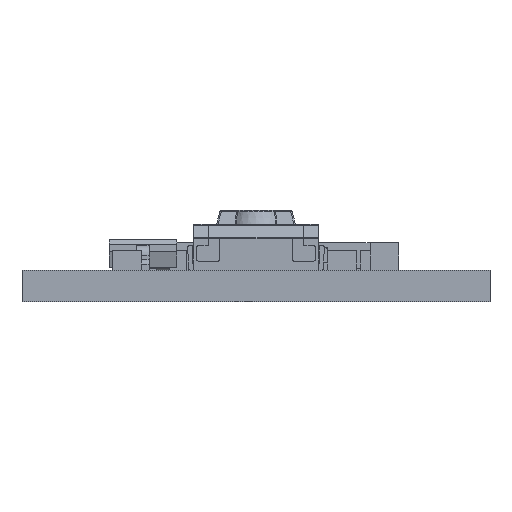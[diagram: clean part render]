
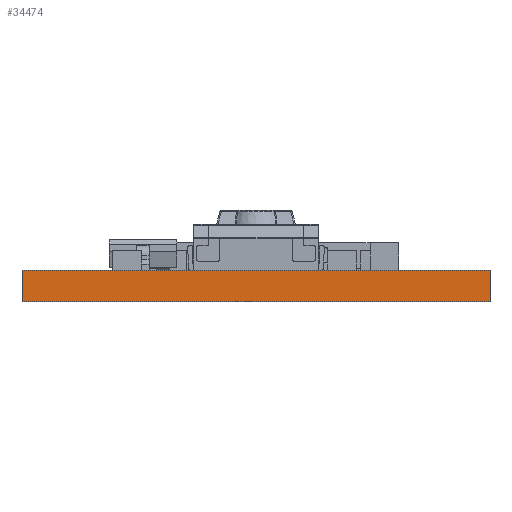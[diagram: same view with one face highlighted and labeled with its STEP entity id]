
A CAD part, front view. The second image highlights one B-rep face of the part: STEP entity #34474.
In plain terms, the highlighted planar face has unit normal (0, -1, 0).
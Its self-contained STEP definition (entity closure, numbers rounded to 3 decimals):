
#1150 = VECTOR ( 'NONE', #47016, 1000. ) ;
#1398 = VECTOR ( 'NONE', #19514, 1000. ) ;
#1789 = CARTESIAN_POINT ( 'NONE',  ( 0., 0., 0. ) ) ;
#4933 = DIRECTION ( 'NONE',  ( 1., 0., 0. ) ) ;
#5550 = CARTESIAN_POINT ( 'NONE',  ( 0., 0., 1.016 ) ) ;
#5803 = ORIENTED_EDGE ( 'NONE', *, *, #19134, .F. ) ;
#11063 = CARTESIAN_POINT ( 'NONE',  ( 0., 0., 1.016 ) ) ;
#11429 = EDGE_CURVE ( 'NONE', #24528, #16107, #11679, .T. ) ;
#11679 = LINE ( 'NONE', #1789, #22355 ) ;
#12598 = DIRECTION ( 'NONE',  ( 0., 1., 0. ) ) ;
#12760 = CARTESIAN_POINT ( 'NONE',  ( 0., 0., 1.016 ) ) ;
#15477 = DIRECTION ( 'NONE',  ( 0., 0., -1. ) ) ;
#15577 = CARTESIAN_POINT ( 'NONE',  ( 15.24, 0., 1.016 ) ) ;
#16107 = VERTEX_POINT ( 'NONE', #26826 ) ;
#17179 = VERTEX_POINT ( 'NONE', #15577 ) ;
#19134 = EDGE_CURVE ( 'NONE', #17179, #16107, #38262, .T. ) ;
#19514 = DIRECTION ( 'NONE',  ( 0., 0., -1. ) ) ;
#19783 = EDGE_CURVE ( 'NONE', #34933, #24528, #45892, .T. ) ;
#22355 = VECTOR ( 'NONE', #4933, 1000. ) ;
#23228 = CARTESIAN_POINT ( 'NONE',  ( 15.24, 0., 1.016 ) ) ;
#23274 = CARTESIAN_POINT ( 'NONE',  ( 0., 0., 1.016 ) ) ;
#24311 = DIRECTION ( 'NONE',  ( 0., 0., 1. ) ) ;
#24528 = VERTEX_POINT ( 'NONE', #43785 ) ;
#26826 = CARTESIAN_POINT ( 'NONE',  ( 15.24, 0., 0. ) ) ;
#33484 = VECTOR ( 'NONE', #15477, 1000. ) ;
#34302 = PLANE ( 'NONE',  #49187 ) ;
#34474 = ADVANCED_FACE ( 'NONE', ( #48415 ), #34302, .F. ) ;
#34933 = VERTEX_POINT ( 'NONE', #11063 ) ;
#36168 = LINE ( 'NONE', #5550, #1150 ) ;
#36539 = ORIENTED_EDGE ( 'NONE', *, *, #11429, .T. ) ;
#36860 = EDGE_LOOP ( 'NONE', ( #36539, #5803, #45665, #38193 ) ) ;
#38193 = ORIENTED_EDGE ( 'NONE', *, *, #19783, .T. ) ;
#38262 = LINE ( 'NONE', #23228, #33484 ) ;
#40726 = EDGE_CURVE ( 'NONE', #34933, #17179, #36168, .T. ) ;
#43785 = CARTESIAN_POINT ( 'NONE',  ( 0., 0., 0. ) ) ;
#45665 = ORIENTED_EDGE ( 'NONE', *, *, #40726, .F. ) ;
#45892 = LINE ( 'NONE', #23274, #1398 ) ;
#47016 = DIRECTION ( 'NONE',  ( 1., 0., 0. ) ) ;
#48415 = FACE_OUTER_BOUND ( 'NONE', #36860, .T. ) ;
#49187 = AXIS2_PLACEMENT_3D ( 'NONE', #12760, #12598, #24311 ) ;
